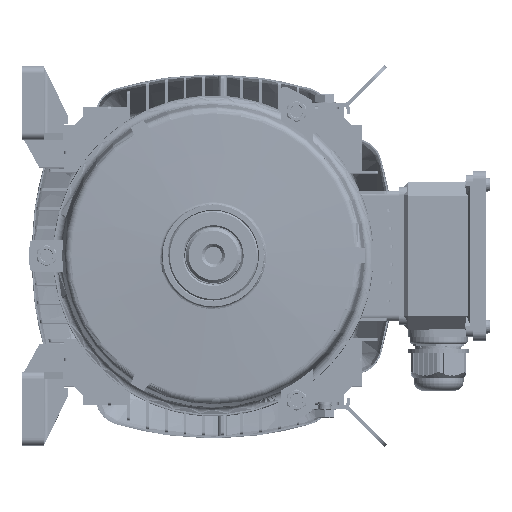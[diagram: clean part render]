
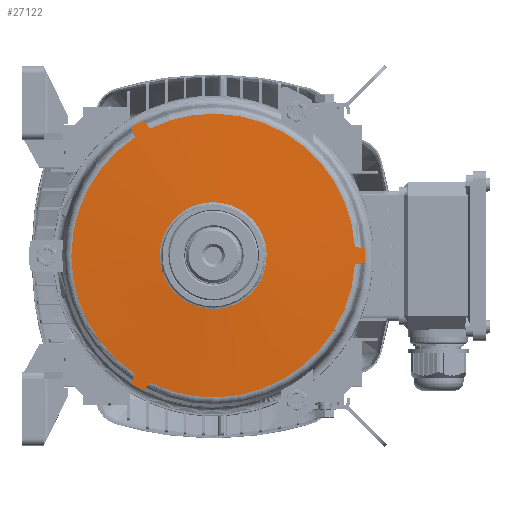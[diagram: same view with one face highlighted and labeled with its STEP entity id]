
A CAD part, top view. The second image highlights one B-rep face of the part: STEP entity #27122.
In plain terms, the highlighted conical face has half-angle 87 degrees and reference radius 35 mm.
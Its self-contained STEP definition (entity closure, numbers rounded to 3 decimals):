
#25238=FACE_BOUND('',#37009,.T.);
#25239=FACE_BOUND('',#37010,.T.);
#27122=ADVANCED_FACE('',(#25238,#25239),#32206,.T.);
#32206=CONICAL_SURFACE('',#99848,35.,87.);
#37009=EDGE_LOOP('',(#47252));
#37010=EDGE_LOOP('',(#47253,#47254,#47255,#47256,#47257,#47258,#47259,#47260,
#47261,#47262,#47263,#47264));
#43167=CIRCLE('',#99724,97.948);
#43168=CIRCLE('',#99726,97.948);
#43169=CIRCLE('',#99728,97.948);
#43237=CIRCLE('',#99844,36.895);
#43238=CIRCLE('',#99845,105.);
#43239=CIRCLE('',#99846,105.);
#43240=CIRCLE('',#99847,105.);
#47252=ORIENTED_EDGE('',*,*,#84075,.T.);
#47253=ORIENTED_EDGE('',*,*,#83898,.F.);
#47254=ORIENTED_EDGE('',*,*,#84076,.T.);
#47255=ORIENTED_EDGE('',*,*,#84077,.T.);
#47256=ORIENTED_EDGE('',*,*,#84078,.F.);
#47257=ORIENTED_EDGE('',*,*,#83893,.F.);
#47258=ORIENTED_EDGE('',*,*,#84079,.T.);
#47259=ORIENTED_EDGE('',*,*,#84080,.T.);
#47260=ORIENTED_EDGE('',*,*,#84081,.F.);
#47261=ORIENTED_EDGE('',*,*,#83896,.F.);
#47262=ORIENTED_EDGE('',*,*,#84082,.T.);
#47263=ORIENTED_EDGE('',*,*,#84083,.T.);
#47264=ORIENTED_EDGE('',*,*,#84084,.F.);
#74574=VERTEX_POINT('',#133769);
#74575=VERTEX_POINT('',#133776);
#74576=VERTEX_POINT('',#133785);
#74577=VERTEX_POINT('',#133792);
#74578=VERTEX_POINT('',#133801);
#74579=VERTEX_POINT('',#133803);
#74719=VERTEX_POINT('',#134812);
#74720=VERTEX_POINT('',#134817);
#74721=VERTEX_POINT('',#134819);
#74722=VERTEX_POINT('',#134828);
#74723=VERTEX_POINT('',#134830);
#74724=VERTEX_POINT('',#134839);
#74725=VERTEX_POINT('',#134841);
#83893=EDGE_CURVE('',#74575,#74574,#43167,.T.);
#83896=EDGE_CURVE('',#74577,#74576,#43168,.T.);
#83898=EDGE_CURVE('',#74578,#74579,#43169,.T.);
#84075=EDGE_CURVE('',#74719,#74719,#43237,.T.);
#84076=EDGE_CURVE('',#74578,#74720,#97764,.T.);
#84077=EDGE_CURVE('',#74720,#74721,#43238,.T.);
#84078=EDGE_CURVE('',#74574,#74721,#97765,.T.);
#84079=EDGE_CURVE('',#74575,#74722,#97766,.T.);
#84080=EDGE_CURVE('',#74722,#74723,#43239,.T.);
#84081=EDGE_CURVE('',#74576,#74723,#97767,.T.);
#84082=EDGE_CURVE('',#74577,#74724,#97768,.T.);
#84083=EDGE_CURVE('',#74724,#74725,#43240,.T.);
#84084=EDGE_CURVE('',#74579,#74725,#97769,.T.);
#97764=B_SPLINE_CURVE_WITH_KNOTS('',3,(#134813,#134814,#134815,#134816),
 .UNSPECIFIED.,.F.,.F.,(4,4),(0.,1.),.UNSPECIFIED.);
#97765=B_SPLINE_CURVE_WITH_KNOTS('',3,(#134820,#134821,#134822,#134823),
 .UNSPECIFIED.,.F.,.F.,(4,4),(0.,1.),.UNSPECIFIED.);
#97766=B_SPLINE_CURVE_WITH_KNOTS('',3,(#134824,#134825,#134826,#134827),
 .UNSPECIFIED.,.F.,.F.,(4,4),(0.,1.),.UNSPECIFIED.);
#97767=B_SPLINE_CURVE_WITH_KNOTS('',3,(#134831,#134832,#134833,#134834),
 .UNSPECIFIED.,.F.,.F.,(4,4),(0.,1.),.UNSPECIFIED.);
#97768=B_SPLINE_CURVE_WITH_KNOTS('',3,(#134835,#134836,#134837,#134838),
 .UNSPECIFIED.,.F.,.F.,(4,4),(0.,1.),.UNSPECIFIED.);
#97769=B_SPLINE_CURVE_WITH_KNOTS('',3,(#134842,#134843,#134844,#134845),
 .UNSPECIFIED.,.F.,.F.,(4,4),(0.,1.),.UNSPECIFIED.);
#99724=AXIS2_PLACEMENT_3D('',#133777,#108477,#108478);
#99726=AXIS2_PLACEMENT_3D('',#133793,#108481,#108482);
#99728=AXIS2_PLACEMENT_3D('',#133802,#108485,#108486);
#99844=AXIS2_PLACEMENT_3D('',#134811,#108735,#108736);
#99845=AXIS2_PLACEMENT_3D('',#134818,#108737,#108738);
#99846=AXIS2_PLACEMENT_3D('',#134829,#108739,#108740);
#99847=AXIS2_PLACEMENT_3D('',#134840,#108741,#108742);
#99848=AXIS2_PLACEMENT_3D('',#134846,#108743,#108744);
#108477=DIRECTION('',(0.,0.,-1.));
#108478=DIRECTION('',(0.,-1.,0.));
#108481=DIRECTION('',(0.,0.,-1.));
#108482=DIRECTION('',(0.,-1.,0.));
#108485=DIRECTION('',(0.,0.,-1.));
#108486=DIRECTION('',(0.,-1.,0.));
#108735=DIRECTION('',(0.,0.,-1.));
#108736=DIRECTION('',(-1.,0.,0.));
#108737=DIRECTION('',(0.,0.,1.));
#108738=DIRECTION('',(-0.866,0.5,0.));
#108739=DIRECTION('',(0.,0.,1.));
#108740=DIRECTION('',(0.,-1.,0.));
#108741=DIRECTION('',(0.,0.,1.));
#108742=DIRECTION('',(0.866,0.5,0.));
#108743=DIRECTION('',(0.,0.,-1.));
#108744=DIRECTION('',(0.,-1.,0.));
#133769=CARTESIAN_POINT('',(-43.686,-87.666,273.701));
#133776=CARTESIAN_POINT('',(97.764,-6.,273.701));
#133777=CARTESIAN_POINT('',(0.,0.,273.701));
#133785=CARTESIAN_POINT('',(97.764,6.,273.701));
#133792=CARTESIAN_POINT('',(-43.686,87.666,273.701));
#133793=CARTESIAN_POINT('',(0.,0.,273.701));
#133801=CARTESIAN_POINT('',(-54.078,-81.666,273.701));
#133802=CARTESIAN_POINT('',(0.,0.,273.701));
#133803=CARTESIAN_POINT('',(-54.078,81.666,273.701));
#134811=CARTESIAN_POINT('',(0.,0.,276.901));
#134812=CARTESIAN_POINT('',(-36.895,0.,276.901));
#134813=CARTESIAN_POINT('',(-54.078,-81.666,273.701));
#134814=CARTESIAN_POINT('',(-54.975,-83.887,273.578));
#134815=CARTESIAN_POINT('',(-55.873,-86.108,273.455));
#134816=CARTESIAN_POINT('',(-56.771,-88.33,273.331));
#134817=CARTESIAN_POINT('',(-56.771,-88.33,273.331));
#134818=CARTESIAN_POINT('',(0.,0.,273.331));
#134819=CARTESIAN_POINT('',(-48.11,-93.33,273.331));
#134820=CARTESIAN_POINT('',(-43.686,-87.666,273.701));
#134821=CARTESIAN_POINT('',(-45.161,-89.554,273.578));
#134822=CARTESIAN_POINT('',(-46.635,-91.442,273.455));
#134823=CARTESIAN_POINT('',(-48.11,-93.33,273.331));
#134824=CARTESIAN_POINT('',(97.764,-6.,273.701));
#134825=CARTESIAN_POINT('',(100.136,-5.667,273.578));
#134826=CARTESIAN_POINT('',(102.508,-5.333,273.455));
#134827=CARTESIAN_POINT('',(104.881,-5.,273.331));
#134828=CARTESIAN_POINT('',(104.881,-5.,273.331));
#134829=CARTESIAN_POINT('',(0.,0.,273.331));
#134830=CARTESIAN_POINT('',(104.881,5.,273.331));
#134831=CARTESIAN_POINT('',(97.764,6.,273.701));
#134832=CARTESIAN_POINT('',(100.136,5.667,273.578));
#134833=CARTESIAN_POINT('',(102.508,5.333,273.455));
#134834=CARTESIAN_POINT('',(104.881,5.,273.331));
#134835=CARTESIAN_POINT('',(-43.686,87.666,273.701));
#134836=CARTESIAN_POINT('',(-45.161,89.554,273.578));
#134837=CARTESIAN_POINT('',(-46.635,91.442,273.455));
#134838=CARTESIAN_POINT('',(-48.11,93.33,273.331));
#134839=CARTESIAN_POINT('',(-48.11,93.33,273.331));
#134840=CARTESIAN_POINT('',(0.,0.,
273.331));
#134841=CARTESIAN_POINT('',(-56.771,88.33,273.331));
#134842=CARTESIAN_POINT('',(-54.078,81.666,273.701));
#134843=CARTESIAN_POINT('',(-54.975,83.887,273.578));
#134844=CARTESIAN_POINT('',(-55.873,86.108,273.455));
#134845=CARTESIAN_POINT('',(-56.771,88.33,273.331));
#134846=CARTESIAN_POINT('',(0.,0.,277.));
